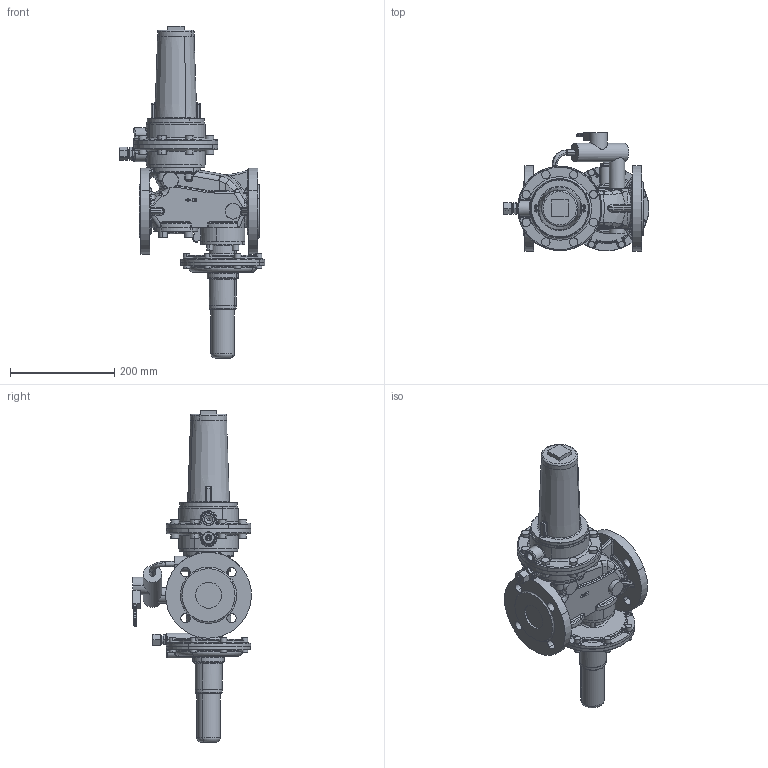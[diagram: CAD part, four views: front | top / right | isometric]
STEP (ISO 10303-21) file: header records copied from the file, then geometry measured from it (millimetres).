
FILE_DESCRIPTION(('CATIA V5 STEP'),'2;1');
FILE_NAME('RS 250 DN 050-160.stp','2011-01-17T13:07:17+00:00',('none'),('none'),'CATIA Version 5 Release 19 SP 8 (IN-10)','CATIA V5 STEP AP214','none');
FILE_SCHEMA(('AUTOMOTIVE_DESIGN { 1 0 10303 214 1 1 1 1 }'));
Products named in the file (1): Product1_AllCATPart
Bounding box: 279.8 x 228.48 x 638.06 mm (x, y, z)
Volume: 5508758.7 mm3; surface area: 432375.1 mm2
Topology: 1 solids, 25 shells, 1758 faces, 4273 edges, 2484 vertices
Faces by surface type: cylinder 632, torus 324, plane 312, bspline 283, cone 102, sphere 97, extrusion 6, revolution 2
Entity records: 75068 total; most frequent: CARTESIAN_POINT 39862, ORIENTED_EDGE 8272, DIRECTION 5176, EDGE_CURVE 4136, AXIS2_PLACEMENT_3D 2954, VERTEX_POINT 2484, EDGE_LOOP 1846, CIRCLE 1782
